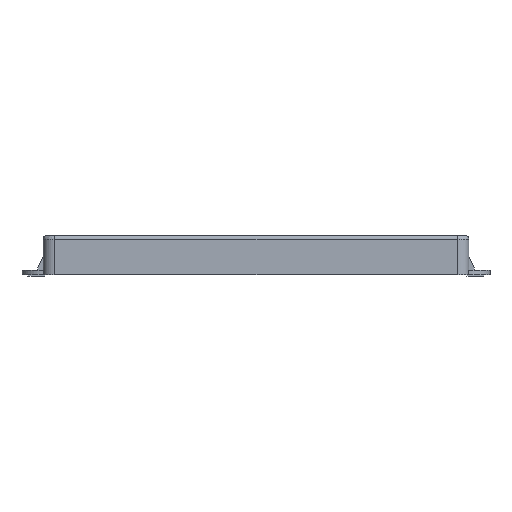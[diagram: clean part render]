
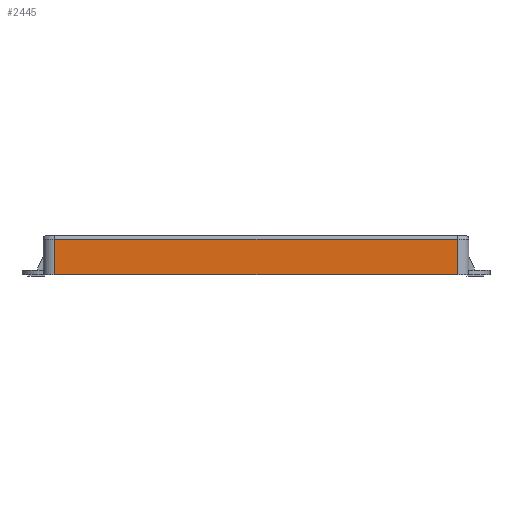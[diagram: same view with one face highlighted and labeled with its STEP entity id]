
A CAD part, front view. The second image highlights one B-rep face of the part: STEP entity #2445.
In plain terms, the highlighted planar face has unit normal (0, -1, 0).
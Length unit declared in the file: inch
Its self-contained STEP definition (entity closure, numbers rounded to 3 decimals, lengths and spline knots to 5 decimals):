
#96 = VERTEX_POINT ( 'NONE', #2452 ) ;
#154 = FACE_OUTER_BOUND ( 'NONE', #5174, .T. ) ;
#365 = CARTESIAN_POINT ( 'NONE',  ( -4.49409, -3.09995, 0.79926 ) ) ;
#530 = VECTOR ( 'NONE', #2315, 39.37008 ) ;
#648 = EDGE_CURVE ( 'NONE', #904, #1448, #4634, .T. ) ;
#904 = VERTEX_POINT ( 'NONE', #365 ) ;
#1061 = CARTESIAN_POINT ( 'NONE',  ( 2.24705, -3.09995, 0.79926 ) ) ;
#1075 = CARTESIAN_POINT ( 'NONE',  ( 4.49409, -3.09995, 0. ) ) ;
#1254 = ORIENTED_EDGE ( 'NONE', *, *, #648, .T. ) ;
#1420 = CARTESIAN_POINT ( 'NONE',  ( 4.49409, -3.09995, 0. ) ) ;
#1448 = VERTEX_POINT ( 'NONE', #4579 ) ;
#1569 = EDGE_CURVE ( 'NONE', #96, #3253, #4544, .T. ) ;
#1690 = LINE ( 'NONE', #2493, #2828 ) ;
#1744 = PLANE ( 'NONE',  #3223 ) ;
#2207 = ORIENTED_EDGE ( 'NONE', *, *, #1569, .F. ) ;
#2245 = EDGE_CURVE ( 'NONE', #1448, #3253, #1690, .T. ) ;
#2315 = DIRECTION ( 'NONE',  ( 0., 0., -1. ) ) ;
#2445 = ADVANCED_FACE ( 'NONE', ( #154 ), #1744, .T. ) ;
#2452 = CARTESIAN_POINT ( 'NONE',  ( 4.49409, -3.09995, 0.79926 ) ) ;
#2493 = CARTESIAN_POINT ( 'NONE',  ( 0., -3.09995, 0. ) ) ;
#2712 = CARTESIAN_POINT ( 'NONE',  ( -4.49409, -3.09995, 0. ) ) ;
#2828 = VECTOR ( 'NONE', #4282, 39.37008 ) ;
#3191 = EDGE_CURVE ( 'NONE', #904, #96, #4743, .T. ) ;
#3223 = AXIS2_PLACEMENT_3D ( 'NONE', #5254, #5235, #3920 ) ;
#3253 = VERTEX_POINT ( 'NONE', #1420 ) ;
#3315 = VECTOR ( 'NONE', #4423, 39.37008 ) ;
#3558 = DIRECTION ( 'NONE',  ( 0., 0., -1. ) ) ;
#3654 = ORIENTED_EDGE ( 'NONE', *, *, #2245, .T. ) ;
#3920 = DIRECTION ( 'NONE',  ( 1., 0., 0. ) ) ;
#4101 = ORIENTED_EDGE ( 'NONE', *, *, #3191, .F. ) ;
#4282 = DIRECTION ( 'NONE',  ( 1., 0., 0. ) ) ;
#4423 = DIRECTION ( 'NONE',  ( 1., 0., 0. ) ) ;
#4544 = LINE ( 'NONE', #1075, #530 ) ;
#4579 = CARTESIAN_POINT ( 'NONE',  ( -4.49409, -3.09995, 0. ) ) ;
#4634 = LINE ( 'NONE', #2712, #5397 ) ;
#4743 = LINE ( 'NONE', #1061, #3315 ) ;
#5174 = EDGE_LOOP ( 'NONE', ( #3654, #2207, #4101, #1254 ) ) ;
#5235 = DIRECTION ( 'NONE',  ( 0., -1., 0. ) ) ;
#5254 = CARTESIAN_POINT ( 'NONE',  ( 4.49409, -3.09995, 0. ) ) ;
#5397 = VECTOR ( 'NONE', #3558, 39.37008 ) ;
